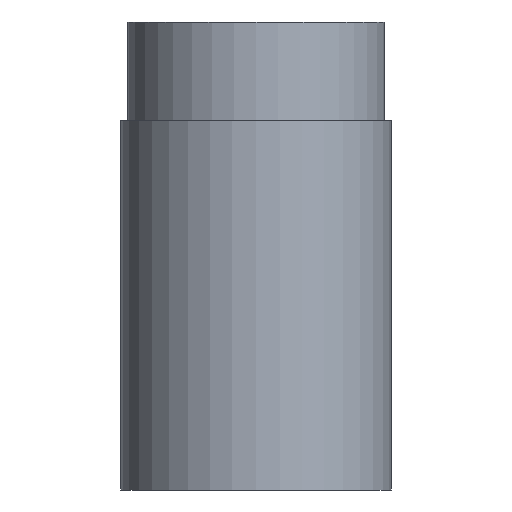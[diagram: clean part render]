
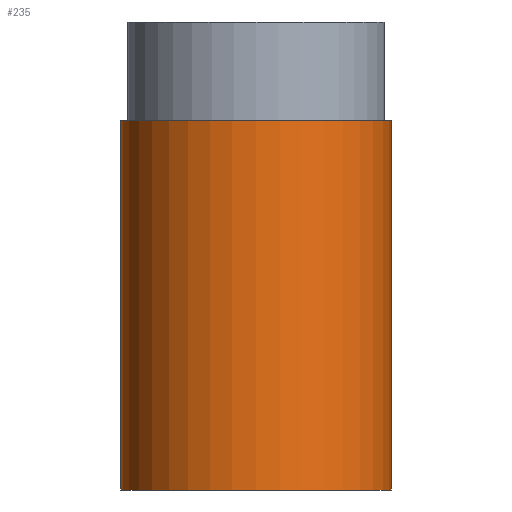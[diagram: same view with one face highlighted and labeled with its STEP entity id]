
A CAD part, front view. The second image highlights one B-rep face of the part: STEP entity #235.
In plain terms, the highlighted cylindrical face has radius 17.462 mm (diameter 34.925 mm), a partial arc.
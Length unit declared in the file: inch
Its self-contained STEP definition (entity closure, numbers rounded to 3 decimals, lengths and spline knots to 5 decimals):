
#5 = CARTESIAN_POINT ( 'NONE',  ( 0.6875, 0., 0. ) ) ;
#12 = AXIS2_PLACEMENT_3D ( 'NONE', #190, #119, #59 ) ;
#13 = VERTEX_POINT ( 'NONE', #18 ) ;
#18 = CARTESIAN_POINT ( 'NONE',  ( 0.6875, 0., 1.875 ) ) ;
#22 = LINE ( 'NONE', #65, #91 ) ;
#24 = EDGE_CURVE ( 'NONE', #221, #13, #133, .T. ) ;
#32 = ORIENTED_EDGE ( 'NONE', *, *, #33, .F. ) ;
#33 = EDGE_CURVE ( 'NONE', #13, #188, #37, .T. ) ;
#37 = LINE ( 'NONE', #41, #147 ) ;
#41 = CARTESIAN_POINT ( 'NONE',  ( 0.6875, 0., 1.875 ) ) ;
#47 = DIRECTION ( 'NONE',  ( 0., 0., -1. ) ) ;
#50 = ORIENTED_EDGE ( 'NONE', *, *, #79, .T. ) ;
#59 = DIRECTION ( 'NONE',  ( 1., 0., 0. ) ) ;
#65 = CARTESIAN_POINT ( 'NONE',  ( -0.6875, 0., 1.875 ) ) ;
#68 = FACE_OUTER_BOUND ( 'NONE', #166, .T. ) ;
#79 = EDGE_CURVE ( 'NONE', #228, #188, #172, .T. ) ;
#81 = DIRECTION ( 'NONE',  ( 1., 0., 0. ) ) ;
#91 = VECTOR ( 'NONE', #263, 39.37008 ) ;
#102 = DIRECTION ( 'NONE',  ( 0., 0., 1. ) ) ;
#119 = DIRECTION ( 'NONE',  ( 0., 0., 1. ) ) ;
#133 = CIRCLE ( 'NONE', #12, 0.6875 ) ;
#143 = AXIS2_PLACEMENT_3D ( 'NONE', #151, #47, #174 ) ;
#147 = VECTOR ( 'NONE', #279, 39.37008 ) ;
#151 = CARTESIAN_POINT ( 'NONE',  ( 0., 0., 1.875 ) ) ;
#154 = EDGE_CURVE ( 'NONE', #221, #228, #22, .T. ) ;
#155 = CARTESIAN_POINT ( 'NONE',  ( -0.6875, 0., 0. ) ) ;
#166 = EDGE_LOOP ( 'NONE', ( #32, #245, #249, #50 ) ) ;
#172 = CIRCLE ( 'NONE', #261, 0.6875 ) ;
#174 = DIRECTION ( 'NONE',  ( -1., 0., 0. ) ) ;
#188 = VERTEX_POINT ( 'NONE', #5 ) ;
#190 = CARTESIAN_POINT ( 'NONE',  ( 0., 0., 1.875 ) ) ;
#198 = CARTESIAN_POINT ( 'NONE',  ( -0.6875, 0., 1.875 ) ) ;
#221 = VERTEX_POINT ( 'NONE', #198 ) ;
#228 = VERTEX_POINT ( 'NONE', #155 ) ;
#235 = ADVANCED_FACE ( 'NONE', ( #68 ), #239, .T. ) ;
#239 = CYLINDRICAL_SURFACE ( 'NONE', #143, 0.6875 ) ;
#245 = ORIENTED_EDGE ( 'NONE', *, *, #24, .F. ) ;
#249 = ORIENTED_EDGE ( 'NONE', *, *, #154, .T. ) ;
#253 = CARTESIAN_POINT ( 'NONE',  ( 0., 0., 0. ) ) ;
#261 = AXIS2_PLACEMENT_3D ( 'NONE', #253, #102, #81 ) ;
#263 = DIRECTION ( 'NONE',  ( 0., 0., -1. ) ) ;
#279 = DIRECTION ( 'NONE',  ( 0., 0., -1. ) ) ;
